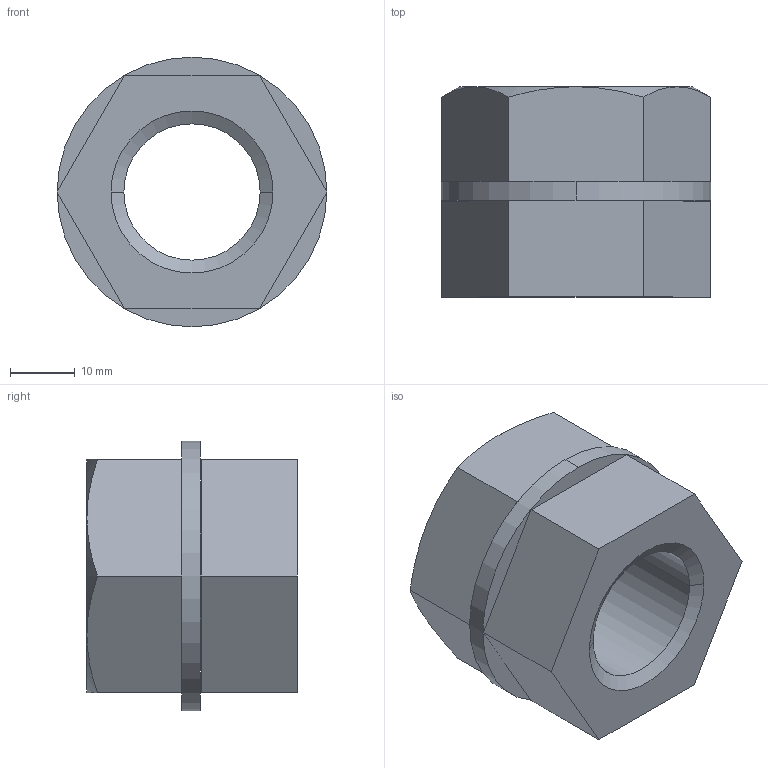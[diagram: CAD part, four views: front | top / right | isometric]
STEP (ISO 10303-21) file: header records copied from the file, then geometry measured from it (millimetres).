
FILE_DESCRIPTION((''),'2;1');
FILE_NAME('0RRIM024_____0','2019-10-29T15:52:15',('kim.bk'),(''),'CREO PARAMETRIC BY PTC INC, 2019010','CREO PARAMETRIC BY PTC INC, 2019010','');
FILE_SCHEMA(('CONFIG_CONTROL_DESIGN'));
Length unit declared in the file: millimetre
Products named in the file (1): 0RRIM024_____0
Bounding box: 41.57 x 32.4 x 41.57 mm (x, y, z)
Volume: 25510.1 mm3; surface area: 10888.8 mm2
Topology: 2 solids, 2 shells, 292 faces, 788 edges, 518 vertices
Faces by surface type: plane 272, cone 14, cylinder 6
Entity records: 9070 total; most frequent: CARTESIAN_POINT 1676, ORIENTED_EDGE 1576, DIRECTION 1396, EDGE_CURVE 788, VECTOR 740, LINE 740, VERTEX_POINT 518, AXIS2_PLACEMENT_3D 328
